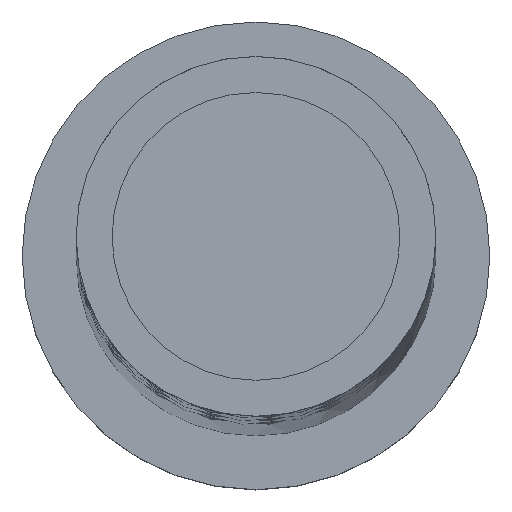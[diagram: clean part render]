
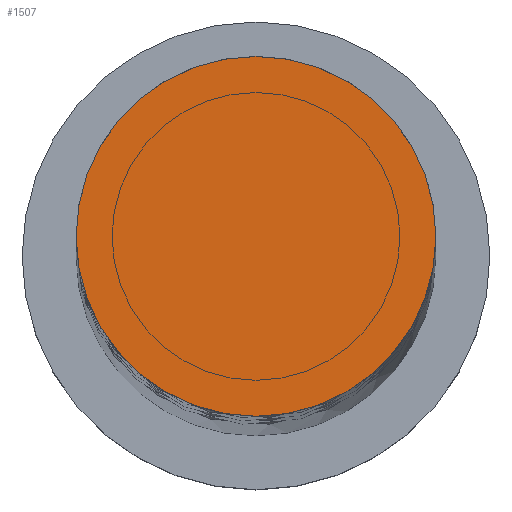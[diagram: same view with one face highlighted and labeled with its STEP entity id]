
A CAD part, top view. The second image highlights one B-rep face of the part: STEP entity #1507.
In plain terms, the highlighted planar face has unit normal (0, 0, 1).
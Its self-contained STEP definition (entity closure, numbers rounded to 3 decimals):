
#6 = DIRECTION ( 'NONE',  ( 1., 0., 0. ) ) ;
#34 = AXIS2_PLACEMENT_3D ( 'NONE', #47, #239, #58 ) ;
#45 = VERTEX_POINT ( 'NONE', #1239 ) ;
#47 = CARTESIAN_POINT ( 'NONE',  ( 0., 0., 630. ) ) ;
#58 = DIRECTION ( 'NONE',  ( 1., 0., 0. ) ) ;
#112 = AXIS2_PLACEMENT_3D ( 'NONE', #513, #880, #382 ) ;
#239 = DIRECTION ( 'NONE',  ( 0., 0., 1. ) ) ;
#382 = DIRECTION ( 'NONE',  ( 1., 0., 0. ) ) ;
#492 = DIRECTION ( 'NONE',  ( 0., 0., 1. ) ) ;
#503 = PLANE ( 'NONE',  #2163 ) ;
#513 = CARTESIAN_POINT ( 'NONE',  ( 0., 0., 630. ) ) ;
#705 = CARTESIAN_POINT ( 'NONE',  ( 0., 0., 630. ) ) ;
#785 = CARTESIAN_POINT ( 'NONE',  ( 10., 0., 630. ) ) ;
#794 = CIRCLE ( 'NONE', #112, 10. ) ;
#880 = DIRECTION ( 'NONE',  ( 0., 0., 1. ) ) ;
#992 = CIRCLE ( 'NONE', #34, 10. ) ;
#1179 = EDGE_CURVE ( 'NONE', #45, #2136, #992, .T. ) ;
#1239 = CARTESIAN_POINT ( 'NONE',  ( -10., 0., 630. ) ) ;
#1300 = ORIENTED_EDGE ( 'NONE', *, *, #1179, .T. ) ;
#1507 = ADVANCED_FACE ( 'NONE', ( #1852 ), #503, .T. ) ;
#1722 = EDGE_LOOP ( 'NONE', ( #1300, #1994 ) ) ;
#1852 = FACE_OUTER_BOUND ( 'NONE', #1722, .T. ) ;
#1962 = EDGE_CURVE ( 'NONE', #2136, #45, #794, .T. ) ;
#1994 = ORIENTED_EDGE ( 'NONE', *, *, #1962, .T. ) ;
#2136 = VERTEX_POINT ( 'NONE', #785 ) ;
#2163 = AXIS2_PLACEMENT_3D ( 'NONE', #705, #492, #6 ) ;
